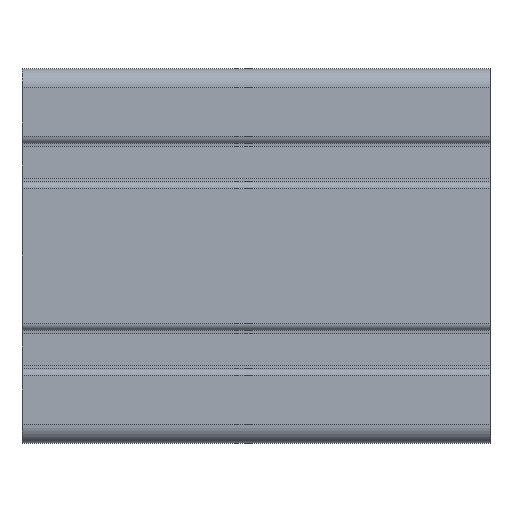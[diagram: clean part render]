
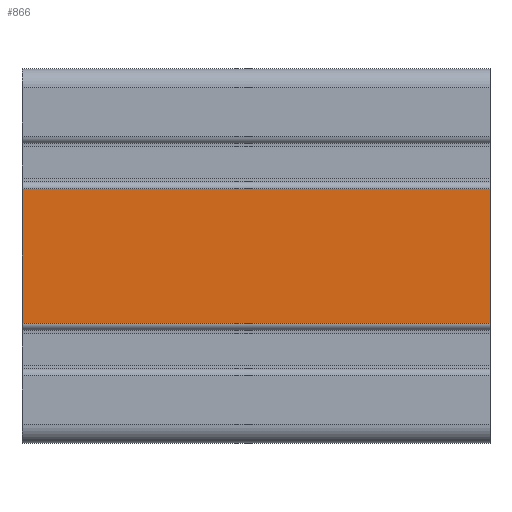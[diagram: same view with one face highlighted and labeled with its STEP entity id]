
A CAD part, left-side view. The second image highlights one B-rep face of the part: STEP entity #866.
In plain terms, the highlighted planar face has unit normal (-1, 0, 0).
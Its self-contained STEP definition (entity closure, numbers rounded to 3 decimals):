
#866 = ADVANCED_FACE( '', ( #1792 ), #1793, .T. );
#1792 = FACE_OUTER_BOUND( '', #2775, .T. );
#1793 = PLANE( '', #2776 );
#2775 = EDGE_LOOP( '', ( #5359, #5360, #5361, #5362 ) );
#2776 = AXIS2_PLACEMENT_3D( '', #5363, #5364, #5365 );
#5359 = ORIENTED_EDGE( '', *, *, #7255, .F. );
#5360 = ORIENTED_EDGE( '', *, *, #6945, .F. );
#5361 = ORIENTED_EDGE( '', *, *, #7055, .T. );
#5362 = ORIENTED_EDGE( '', *, *, #6838, .T. );
#5363 = CARTESIAN_POINT( '', ( -40., 100., 14.4 ) );
#5364 = DIRECTION( '', ( -1., 0., 0. ) );
#5365 = DIRECTION( '', ( 0., 0., 1. ) );
#6838 = EDGE_CURVE( '', #8569, #8567, #8570, .T. );
#6945 = EDGE_CURVE( '', #8725, #8723, #8727, .T. );
#7055 = EDGE_CURVE( '', #8725, #8569, #8886, .T. );
#7255 = EDGE_CURVE( '', #8723, #8567, #9136, .T. );
#8567 = VERTEX_POINT( '', #10842 );
#8569 = VERTEX_POINT( '', #10844 );
#8570 = LINE( '', #10845, #10846 );
#8723 = VERTEX_POINT( '', #11051 );
#8725 = VERTEX_POINT( '', #11053 );
#8727 = LINE( '', #11055, #11056 );
#8886 = LINE( '', #11267, #11268 );
#9136 = LINE( '', #11607, #11608 );
#10842 = CARTESIAN_POINT( '', ( -40., 0., -14.4 ) );
#10844 = CARTESIAN_POINT( '', ( -40., 100., -14.4 ) );
#10845 = CARTESIAN_POINT( '', ( -40., 100., -14.4 ) );
#10846 = VECTOR( '', #12690, 1000. );
#11051 = CARTESIAN_POINT( '', ( -40., 0., 14.4 ) );
#11053 = CARTESIAN_POINT( '', ( -40., 100., 14.4 ) );
#11055 = CARTESIAN_POINT( '', ( -40., 100., 14.4 ) );
#11056 = VECTOR( '', #12824, 1000. );
#11267 = CARTESIAN_POINT( '', ( -40., 100., 14.4 ) );
#11268 = VECTOR( '', #13042, 1000. );
#11607 = CARTESIAN_POINT( '', ( -40., 0., 14.4 ) );
#11608 = VECTOR( '', #13252, 1000. );
#12690 = DIRECTION( '', ( 0., -1., 0. ) );
#12824 = DIRECTION( '', ( 0., -1., 0. ) );
#13042 = DIRECTION( '', ( 0., 0., -1. ) );
#13252 = DIRECTION( '', ( 0., 0., -1. ) );
